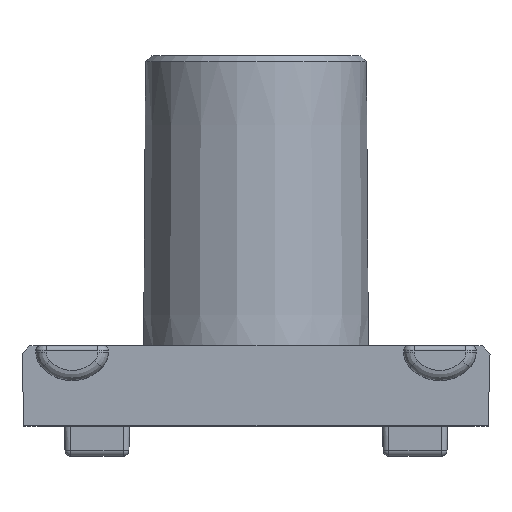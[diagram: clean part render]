
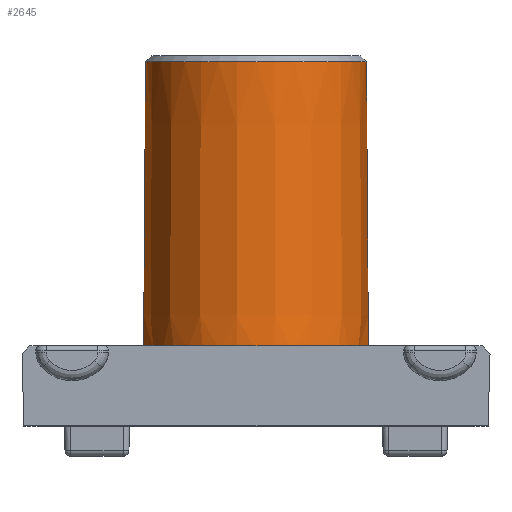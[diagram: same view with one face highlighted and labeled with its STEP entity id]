
A CAD part, top view. The second image highlights one B-rep face of the part: STEP entity #2645.
In plain terms, the highlighted conical face has half-angle 0.4 degrees and reference radius 4.875 mm.
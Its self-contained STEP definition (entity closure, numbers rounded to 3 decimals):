
#129=(
BOUNDED_CURVE()
B_SPLINE_CURVE(2,(#3884,#3885,#3886),.UNSPECIFIED.,.F.,.F.)
B_SPLINE_CURVE_WITH_KNOTS((3,3),(0.24,0.356),
 .UNSPECIFIED.)
CURVE()
GEOMETRIC_REPRESENTATION_ITEM()
RATIONAL_B_SPLINE_CURVE((1.,1.,1.))
REPRESENTATION_ITEM('')
);
#130=(
BOUNDED_CURVE()
B_SPLINE_CURVE(2,(#3890,#3891,#3892),.UNSPECIFIED.,.F.,.F.)
B_SPLINE_CURVE_WITH_KNOTS((3,3),(0.02,0.136),
 .UNSPECIFIED.)
CURVE()
GEOMETRIC_REPRESENTATION_ITEM()
RATIONAL_B_SPLINE_CURVE((1.,1.,1.))
REPRESENTATION_ITEM('')
);
#131=(
BOUNDED_CURVE()
B_SPLINE_CURVE(2,(#3909,#3910,#3911),.UNSPECIFIED.,.F.,.F.)
B_SPLINE_CURVE_WITH_KNOTS((3,3),(0.24,0.356),
 .UNSPECIFIED.)
CURVE()
GEOMETRIC_REPRESENTATION_ITEM()
RATIONAL_B_SPLINE_CURVE((1.,1.,1.))
REPRESENTATION_ITEM('')
);
#132=(
BOUNDED_CURVE()
B_SPLINE_CURVE(2,(#3915,#3916,#3917),.UNSPECIFIED.,.F.,.F.)
B_SPLINE_CURVE_WITH_KNOTS((3,3),(0.02,0.136),
 .UNSPECIFIED.)
CURVE()
GEOMETRIC_REPRESENTATION_ITEM()
RATIONAL_B_SPLINE_CURVE((1.,1.,1.))
REPRESENTATION_ITEM('')
);
#161=B_SPLINE_CURVE_WITH_KNOTS('',3,(#3879,#3880,#3881,#3882),
 .UNSPECIFIED.,.F.,.F.,(4,4),(-0.026,-0.019),
 .UNSPECIFIED.);
#162=B_SPLINE_CURVE_WITH_KNOTS('',3,(#3894,#3895,#3896,#3897),
 .UNSPECIFIED.,.F.,.F.,(4,4),(-0.007,0.),.UNSPECIFIED.);
#163=B_SPLINE_CURVE_WITH_KNOTS('',3,(#3904,#3905,#3906,#3907),
 .UNSPECIFIED.,.F.,.F.,(4,4),(-0.026,-0.019),
 .UNSPECIFIED.);
#164=B_SPLINE_CURVE_WITH_KNOTS('',3,(#3918,#3919,#3920,#3921),
 .UNSPECIFIED.,.F.,.F.,(4,4),(-0.007,0.),.UNSPECIFIED.);
#290=FACE_OUTER_BOUND('',#450,.T.);
#450=EDGE_LOOP('',(#1782,#1783,#1784,#1785,#1786,#1787,#1788,#1789,#1790,
#1791,#1792,#1793,#1794,#1795,#1796,#1797));
#614=LINE('',#3900,#802);
#802=VECTOR('',#3123,4.875);
#989=CIRCLE('',#2817,4.772);
#992=CIRCLE('',#2822,4.868);
#993=CIRCLE('',#2823,4.859);
#994=CIRCLE('',#2824,4.868);
#995=CIRCLE('',#2825,4.868);
#996=CIRCLE('',#2826,4.859);
#1090=VERTEX_POINT('',#3866);
#1093=VERTEX_POINT('',#3875);
#1094=VERTEX_POINT('',#3876);
#1095=VERTEX_POINT('',#3878);
#1096=VERTEX_POINT('',#3883);
#1097=VERTEX_POINT('',#3887);
#1098=VERTEX_POINT('',#3889);
#1099=VERTEX_POINT('',#3893);
#1100=VERTEX_POINT('',#3898);
#1101=VERTEX_POINT('',#3901);
#1102=VERTEX_POINT('',#3903);
#1103=VERTEX_POINT('',#3908);
#1104=VERTEX_POINT('',#3912);
#1105=VERTEX_POINT('',#3914);
#1355=EDGE_CURVE('',#1090,#1090,#989,.T.);
#1359=EDGE_CURVE('',#1093,#1094,#992,.T.);
#1360=EDGE_CURVE('',#1095,#1093,#161,.T.);
#1361=EDGE_CURVE('',#1095,#1096,#129,.F.);
#1362=EDGE_CURVE('',#1096,#1097,#993,.T.);
#1363=EDGE_CURVE('',#1098,#1097,#130,.T.);
#1364=EDGE_CURVE('',#1099,#1098,#162,.T.);
#1365=EDGE_CURVE('',#1100,#1099,#994,.T.);
#1366=EDGE_CURVE('',#1100,#1090,#614,.T.);
#1367=EDGE_CURVE('',#1101,#1100,#995,.T.);
#1368=EDGE_CURVE('',#1102,#1101,#163,.T.);
#1369=EDGE_CURVE('',#1102,#1103,#131,.F.);
#1370=EDGE_CURVE('',#1103,#1104,#996,.T.);
#1371=EDGE_CURVE('',#1105,#1104,#132,.T.);
#1372=EDGE_CURVE('',#1094,#1105,#164,.T.);
#1782=ORIENTED_EDGE('',*,*,#1359,.F.);
#1783=ORIENTED_EDGE('',*,*,#1360,.F.);
#1784=ORIENTED_EDGE('',*,*,#1361,.T.);
#1785=ORIENTED_EDGE('',*,*,#1362,.T.);
#1786=ORIENTED_EDGE('',*,*,#1363,.F.);
#1787=ORIENTED_EDGE('',*,*,#1364,.F.);
#1788=ORIENTED_EDGE('',*,*,#1365,.F.);
#1789=ORIENTED_EDGE('',*,*,#1366,.T.);
#1790=ORIENTED_EDGE('',*,*,#1355,.F.);
#1791=ORIENTED_EDGE('',*,*,#1366,.F.);
#1792=ORIENTED_EDGE('',*,*,#1367,.F.);
#1793=ORIENTED_EDGE('',*,*,#1368,.F.);
#1794=ORIENTED_EDGE('',*,*,#1369,.T.);
#1795=ORIENTED_EDGE('',*,*,#1370,.T.);
#1796=ORIENTED_EDGE('',*,*,#1371,.F.);
#1797=ORIENTED_EDGE('',*,*,#1372,.F.);
#2619=CONICAL_SURFACE('',#2821,4.875,0.007);
#2645=ADVANCED_FACE('',(#290),#2619,.T.);
#2817=AXIS2_PLACEMENT_3D('',#3867,#3106,#3107);
#2821=AXIS2_PLACEMENT_3D('',#3874,#3115,#3116);
#2822=AXIS2_PLACEMENT_3D('',#3877,#3117,#3118);
#2823=AXIS2_PLACEMENT_3D('',#3888,#3119,#3120);
#2824=AXIS2_PLACEMENT_3D('',#3899,#3121,#3122);
#2825=AXIS2_PLACEMENT_3D('',#3902,#3124,#3125);
#2826=AXIS2_PLACEMENT_3D('',#3913,#3126,#3127);
#3106=DIRECTION('center_axis',(0.,1.,0.));
#3107=DIRECTION('ref_axis',(1.,0.,0.));
#3115=DIRECTION('center_axis',(0.,-1.,0.));
#3116=DIRECTION('ref_axis',(1.,0.,0.));
#3117=DIRECTION('center_axis',(0.,-1.,0.));
#3118=DIRECTION('ref_axis',(1.,0.,0.));
#3119=DIRECTION('center_axis',(0.,1.,0.));
#3120=DIRECTION('ref_axis',(1.,0.,0.));
#3121=DIRECTION('center_axis',(0.,-1.,0.));
#3122=DIRECTION('ref_axis',(-1.,0.,0.));
#3123=DIRECTION('',(0.007,1.,0.));
#3124=DIRECTION('center_axis',(0.,-1.,0.));
#3125=DIRECTION('ref_axis',(-1.,0.,0.));
#3126=DIRECTION('center_axis',(0.,1.,0.));
#3127=DIRECTION('ref_axis',(1.,0.,0.));
#3866=CARTESIAN_POINT('',(-49.742,22.29,-13.67));
#3867=CARTESIAN_POINT('Origin',(-44.97,22.29,-13.67));
#3874=CARTESIAN_POINT('Origin',(-44.97,7.54,-13.67));
#3875=CARTESIAN_POINT('',(-40.553,8.577,-15.715));
#3876=CARTESIAN_POINT('',(-40.553,8.577,-11.625));
#3877=CARTESIAN_POINT('Origin',(-44.97,8.577,-13.67));
#3878=CARTESIAN_POINT('',(-40.536,8.633,-15.678));
#3879=CARTESIAN_POINT('Ctrl Pts',(-40.536,8.633,-15.678));
#3880=CARTESIAN_POINT('Ctrl Pts',(-40.541,8.614,-15.69));
#3881=CARTESIAN_POINT('Ctrl Pts',(-40.547,8.596,-15.703));
#3882=CARTESIAN_POINT('Ctrl Pts',(-40.553,8.577,-15.715));
#3883=CARTESIAN_POINT('',(-40.549,9.79,-15.686));
#3884=CARTESIAN_POINT('Ctrl Pts',(-40.549,9.79,-15.686));
#3885=CARTESIAN_POINT('Ctrl Pts',(-40.542,9.212,-15.682));
#3886=CARTESIAN_POINT('Ctrl Pts',(-40.536,8.633,-15.678));
#3887=CARTESIAN_POINT('',(-49.391,9.79,-15.686));
#3888=CARTESIAN_POINT('Origin',(-44.97,9.79,-13.67));
#3889=CARTESIAN_POINT('',(-49.404,8.633,-15.678));
#3890=CARTESIAN_POINT('Ctrl Pts',(-49.404,8.633,-15.678));
#3891=CARTESIAN_POINT('Ctrl Pts',(-49.398,9.212,-15.682));
#3892=CARTESIAN_POINT('Ctrl Pts',(-49.391,9.79,-15.686));
#3893=CARTESIAN_POINT('',(-49.387,8.577,-15.715));
#3894=CARTESIAN_POINT('Ctrl Pts',(-49.387,8.577,-15.715));
#3895=CARTESIAN_POINT('Ctrl Pts',(-49.393,8.596,-15.703));
#3896=CARTESIAN_POINT('Ctrl Pts',(-49.399,8.614,-15.69));
#3897=CARTESIAN_POINT('Ctrl Pts',(-49.404,8.633,-15.678));
#3898=CARTESIAN_POINT('',(-49.838,8.577,-13.67));
#3899=CARTESIAN_POINT('Origin',(-44.97,8.577,-13.67));
#3900=CARTESIAN_POINT('',(-49.845,7.54,-13.67));
#3901=CARTESIAN_POINT('',(-49.387,8.577,-11.625));
#3902=CARTESIAN_POINT('Origin',(-44.97,8.577,-13.67));
#3903=CARTESIAN_POINT('',(-49.404,8.633,-11.662));
#3904=CARTESIAN_POINT('Ctrl Pts',(-49.404,8.633,-11.662));
#3905=CARTESIAN_POINT('Ctrl Pts',(-49.399,8.614,-11.65));
#3906=CARTESIAN_POINT('Ctrl Pts',(-49.393,8.596,-11.637));
#3907=CARTESIAN_POINT('Ctrl Pts',(-49.387,8.577,-11.625));
#3908=CARTESIAN_POINT('',(-49.391,9.79,-11.654));
#3909=CARTESIAN_POINT('Ctrl Pts',(-49.391,9.79,-11.654));
#3910=CARTESIAN_POINT('Ctrl Pts',(-49.398,9.212,-11.658));
#3911=CARTESIAN_POINT('Ctrl Pts',(-49.404,8.633,-11.662));
#3912=CARTESIAN_POINT('',(-40.549,9.79,-11.654));
#3913=CARTESIAN_POINT('Origin',(-44.97,9.79,-13.67));
#3914=CARTESIAN_POINT('',(-40.536,8.633,-11.662));
#3915=CARTESIAN_POINT('Ctrl Pts',(-40.536,8.633,-11.662));
#3916=CARTESIAN_POINT('Ctrl Pts',(-40.542,9.212,-11.658));
#3917=CARTESIAN_POINT('Ctrl Pts',(-40.549,9.79,-11.654));
#3918=CARTESIAN_POINT('Ctrl Pts',(-40.553,8.577,-11.625));
#3919=CARTESIAN_POINT('Ctrl Pts',(-40.547,8.596,-11.637));
#3920=CARTESIAN_POINT('Ctrl Pts',(-40.541,8.614,-11.65));
#3921=CARTESIAN_POINT('Ctrl Pts',(-40.536,8.633,-11.662));
